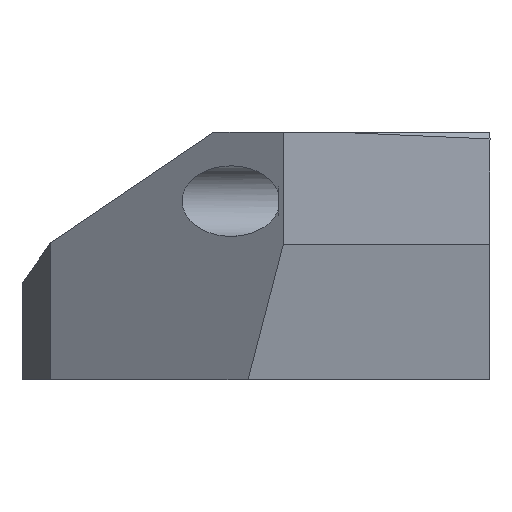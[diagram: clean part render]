
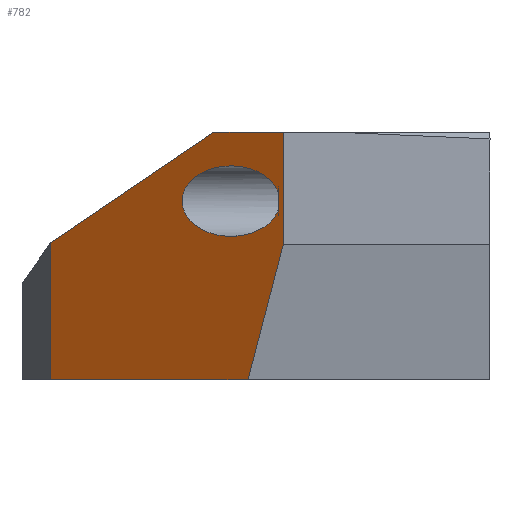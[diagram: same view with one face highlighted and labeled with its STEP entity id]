
A CAD part, left-side view. The second image highlights one B-rep face of the part: STEP entity #782.
In plain terms, the highlighted planar face has unit normal (-0.811, 0.586, 0).
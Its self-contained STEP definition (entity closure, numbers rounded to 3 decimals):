
#18=FACE_BOUND('',#105,.T.);
#24=ELLIPSE('',#832,5.124,3.);
#26=PLANE('',#831);
#61=FACE_OUTER_BOUND('',#104,.T.);
#104=EDGE_LOOP('',(#575,#576,#577,#578,#579,#580));
#105=EDGE_LOOP('',(#581,#582));
#198=LINE('',#1754,#269);
#201=LINE('',#1760,#272);
#202=LINE('',#1762,#273);
#203=LINE('',#1764,#274);
#204=LINE('',#1766,#275);
#205=LINE('',#1767,#276);
#206=LINE('',#1771,#277);
#269=VECTOR('',#918,10.);
#272=VECTOR('',#923,10.);
#273=VECTOR('',#924,10.);
#274=VECTOR('',#925,10.);
#275=VECTOR('',#926,10.);
#276=VECTOR('',#927,10.);
#277=VECTOR('',#930,10.);
#361=VERTEX_POINT('',#1751);
#362=VERTEX_POINT('',#1753);
#364=VERTEX_POINT('',#1759);
#365=VERTEX_POINT('',#1761);
#366=VERTEX_POINT('',#1763);
#367=VERTEX_POINT('',#1765);
#368=VERTEX_POINT('',#1768);
#369=VERTEX_POINT('',#1769);
#447=EDGE_CURVE('',#362,#361,#198,.T.);
#450=EDGE_CURVE('',#364,#361,#201,.T.);
#451=EDGE_CURVE('',#365,#364,#202,.T.);
#452=EDGE_CURVE('',#366,#365,#203,.T.);
#453=EDGE_CURVE('',#367,#366,#204,.T.);
#454=EDGE_CURVE('',#367,#362,#205,.T.);
#455=EDGE_CURVE('',#368,#369,#24,.T.);
#456=EDGE_CURVE('',#369,#368,#206,.T.);
#575=ORIENTED_EDGE('',*,*,#447,.T.);
#576=ORIENTED_EDGE('',*,*,#450,.F.);
#577=ORIENTED_EDGE('',*,*,#451,.F.);
#578=ORIENTED_EDGE('',*,*,#452,.F.);
#579=ORIENTED_EDGE('',*,*,#453,.F.);
#580=ORIENTED_EDGE('',*,*,#454,.T.);
#581=ORIENTED_EDGE('',*,*,#455,.T.);
#582=ORIENTED_EDGE('',*,*,#456,.T.);
#782=ADVANCED_FACE('',(#61,#18),#26,.F.);
#831=AXIS2_PLACEMENT_3D('',#1758,#921,#922);
#832=AXIS2_PLACEMENT_3D('',#1770,#928,#929);
#918=DIRECTION('',(0.,0.,1.));
#921=DIRECTION('center_axis',(0.811,-0.586,0.));
#922=DIRECTION('ref_axis',(-0.586,-0.811,0.));
#923=DIRECTION('',(-0.586,-0.811,0.));
#924=DIRECTION('',(-0.513,-0.71,0.482));
#925=DIRECTION('',(0.,0.,1.));
#926=DIRECTION('',(0.586,0.811,0.));
#927=DIRECTION('',(-0.179,-0.248,0.952));
#928=DIRECTION('center_axis',(0.811,-0.586,0.));
#929=DIRECTION('ref_axis',(0.586,0.811,0.));
#930=DIRECTION('',(0.,0.,-1.));
#1751=CARTESIAN_POINT('',(-33.083,39.978,106.055));
#1753=CARTESIAN_POINT('',(-33.083,39.978,96.528));
#1754=CARTESIAN_POINT('',(-33.083,39.978,106.021));
#1758=CARTESIAN_POINT('Origin',(-9.502,72.625,106.055));
#1759=CARTESIAN_POINT('',(-28.821,45.879,106.055));
#1760=CARTESIAN_POINT('',(-15.205,64.73,106.055));
#1761=CARTESIAN_POINT('',(-18.789,59.768,96.637));
#1762=CARTESIAN_POINT('',(-23.93,52.65,101.464));
#1763=CARTESIAN_POINT('',(-18.789,59.768,85.));
#1764=CARTESIAN_POINT('',(-18.789,59.768,98.689));
#1765=CARTESIAN_POINT('',(-30.917,42.976,85.));
#1766=CARTESIAN_POINT('',(-23.517,53.222,85.));
#1767=CARTESIAN_POINT('',(-33.135,39.906,96.805));
#1768=CARTESIAN_POINT('',(-32.778,40.4,99.468));
#1769=CARTESIAN_POINT('',(-32.778,40.4,100.923));
#1770=CARTESIAN_POINT('Origin',(-29.868,44.43,100.195));
#1771=CARTESIAN_POINT('',(-32.778,40.4,103.125));
